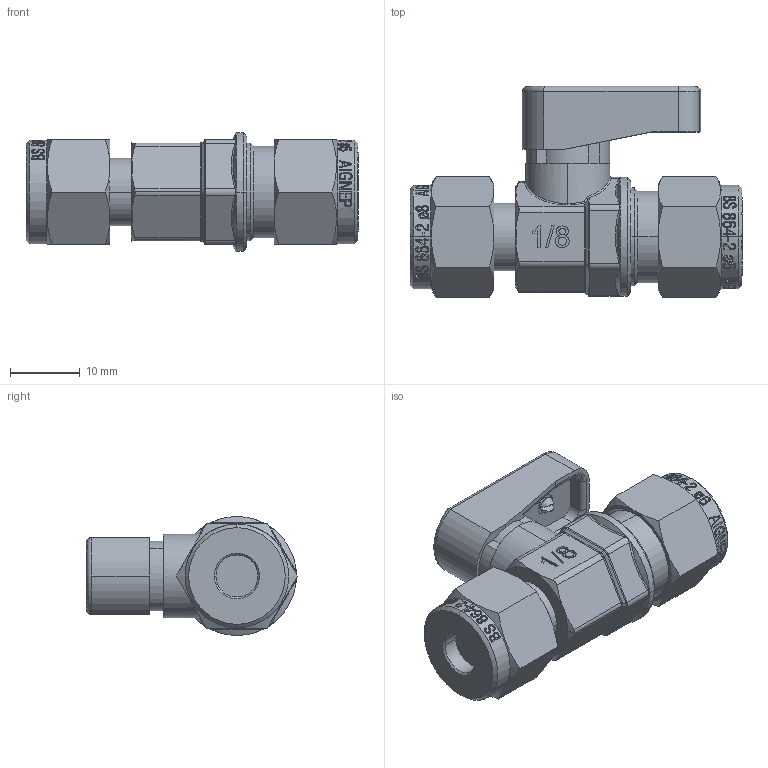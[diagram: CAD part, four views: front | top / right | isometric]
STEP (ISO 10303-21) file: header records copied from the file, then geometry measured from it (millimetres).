
FILE_DESCRIPTION (( 'STEP AP214' ), '1' );
FILE_NAME ('0645000002.step', '2012-10-02T16:33:42', ( '' ), ( '' ), 'SwSTEP 2.0', 'SolidWorks 2012', '' );
FILE_SCHEMA (( 'AUTOMOTIVE_DESIGN' ));
Length unit declared in the file: millimetre
Products named in the file (1): 0645000002
Bounding box: 47.43 x 30.16 x 17 mm (x, y, z)
Volume: 10354.9 mm3; surface area: 4874.4 mm2
Topology: 8 solids, 17 shells, 1112 faces, 2853 edges, 1856 vertices
Faces by surface type: bspline 451, plane 424, cylinder 161, cone 46, torus 28, sphere 2
Entity records: 63740 total; most frequent: CARTESIAN_POINT 40326, ORIENTED_EDGE 5706, DIRECTION 3338, EDGE_CURVE 2853, VERTEX_POINT 1856, B_SPLINE_CURVE_WITH_KNOTS 1246, EDGE_LOOP 1205, AXIS2_PLACEMENT_3D 1156
